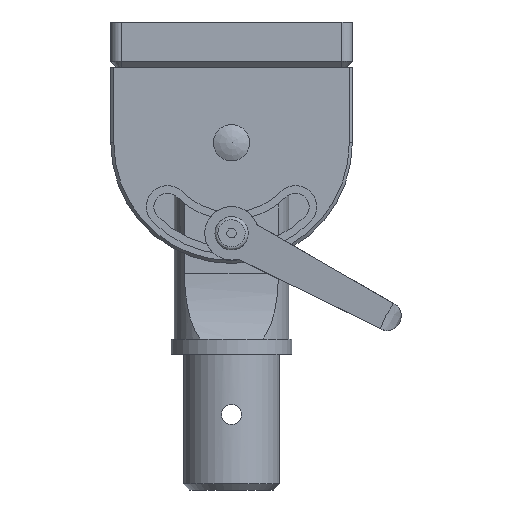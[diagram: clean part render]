
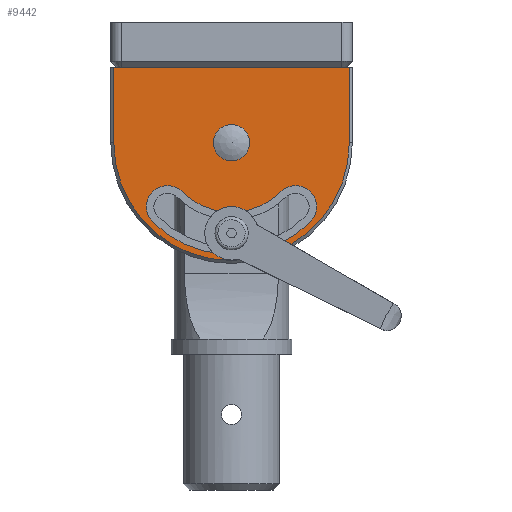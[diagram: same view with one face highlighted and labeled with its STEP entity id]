
A CAD part, front view. The second image highlights one B-rep face of the part: STEP entity #9442.
In plain terms, the highlighted planar face has unit normal (0, -1, 0).
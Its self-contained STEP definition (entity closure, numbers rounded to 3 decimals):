
#404 = PLANE ( 'NONE',  #13442 ) ;
#405 = CARTESIAN_POINT ( 'NONE',  ( 0., -21., -41.017 ) ) ;
#406 = DIRECTION ( 'NONE',  ( 0., -1., 0. ) ) ;
#407 = DIRECTION ( 'NONE',  ( 0., 0., 1. ) ) ;
#869 = CARTESIAN_POINT ( 'NONE',  ( 0., -21., -40. ) ) ;
#875 = DIRECTION ( 'NONE',  ( 0., -1., 0. ) ) ;
#876 = DIRECTION ( 'NONE',  ( 0., 0., -1. ) ) ;
#877 = CARTESIAN_POINT ( 'NONE',  ( -21.213, -21., -61.213 ) ) ;
#879 = DIRECTION ( 'NONE',  ( 0., 1., 0. ) ) ;
#880 = DIRECTION ( 'NONE',  ( 0., 0., -1. ) ) ;
#884 = CARTESIAN_POINT ( 'NONE',  ( 0., -21., -40. ) ) ;
#890 = DIRECTION ( 'NONE',  ( 0., 1., 0. ) ) ;
#891 = DIRECTION ( 'NONE',  ( 0., 0., -1. ) ) ;
#892 = CARTESIAN_POINT ( 'NONE',  ( 21.213, -21., -61.213 ) ) ;
#900 = DIRECTION ( 'NONE',  ( 0., 1., 0. ) ) ;
#901 = DIRECTION ( 'NONE',  ( 0., 0., -1. ) ) ;
#915 = CARTESIAN_POINT ( 'NONE',  ( 0., -21., -40. ) ) ;
#916 = DIRECTION ( 'NONE',  ( 0., -1., 0. ) ) ;
#917 = DIRECTION ( 'NONE',  ( 0., 0., -1. ) ) ;
#920 = CARTESIAN_POINT ( 'NONE',  ( 39., -21., -41.017 ) ) ;
#921 = DIRECTION ( 'NONE',  ( 0., 0., 1. ) ) ;
#922 = CARTESIAN_POINT ( 'NONE',  ( -39., -21., -41.017 ) ) ;
#923 = DIRECTION ( 'NONE',  ( 0., 0., -1. ) ) ;
#935 = CARTESIAN_POINT ( 'NONE',  ( -40., -21., -15. ) ) ;
#936 = DIRECTION ( 'NONE',  ( 1., 0., 0. ) ) ;
#947 = CARTESIAN_POINT ( 'NONE',  ( 0., -21., -40. ) ) ;
#950 = DIRECTION ( 'NONE',  ( 0., 1., 0. ) ) ;
#951 = DIRECTION ( 'NONE',  ( 0., 0., 1. ) ) ;
#1454 = CIRCLE ( 'NONE', #13524, 23. ) ;
#1455 = CIRCLE ( 'NONE', #13521, 7. ) ;
#1464 = CIRCLE ( 'NONE', #13526, 37. ) ;
#1469 = CIRCLE ( 'NONE', #13527, 7. ) ;
#1477 = CIRCLE ( 'NONE', #13531, 39. ) ;
#1478 = LINE ( 'NONE', #920, #1479 ) ;
#1479 = VECTOR ( 'NONE', #921, 1000. ) ;
#1480 = LINE ( 'NONE', #922, #1481 ) ;
#1481 = VECTOR ( 'NONE', #923, 1000. ) ;
#1482 = LINE ( 'NONE', #935, #1486 ) ;
#1486 = VECTOR ( 'NONE', #936, 1000. ) ;
#1497 = CIRCLE ( 'NONE', #13539, 6. ) ;
#6832 = VERTEX_POINT ( 'NONE', #7619 ) ;
#6996 = VERTEX_POINT ( 'NONE', #7780 ) ;
#7009 = VERTEX_POINT ( 'NONE', #7793 ) ;
#7013 = VERTEX_POINT ( 'NONE', #7797 ) ;
#7016 = VERTEX_POINT ( 'NONE', #7800 ) ;
#7024 = VERTEX_POINT ( 'NONE', #7808 ) ;
#7175 = VERTEX_POINT ( 'NONE', #13680 ) ;
#7176 = VERTEX_POINT ( 'NONE', #13681 ) ;
#7619 = CARTESIAN_POINT ( 'NONE',  ( 39., -21., -40. ) ) ;
#7780 = CARTESIAN_POINT ( 'NONE',  ( 39., -21., -15. ) ) ;
#7793 = CARTESIAN_POINT ( 'NONE',  ( -39., -21., -15. ) ) ;
#7797 = CARTESIAN_POINT ( 'NONE',  ( -26.163, -21., -66.163 ) ) ;
#7800 = CARTESIAN_POINT ( 'NONE',  ( 16.263, -21., -56.263 ) ) ;
#7808 = CARTESIAN_POINT ( 'NONE',  ( 26.163, -21., -66.163 ) ) ;
#8829 = VERTEX_POINT ( 'NONE', #8830 ) ;
#8830 = CARTESIAN_POINT ( 'NONE',  ( 0., -21., -34. ) ) ;
#9442 = ADVANCED_FACE ( 'NONE', ( #15557, #15560, #15564 ), #404, .T. ) ;
#9602 = EDGE_CURVE ( 'NONE', #7176, #7016, #1454, .T. ) ;
#9603 = EDGE_CURVE ( 'NONE', #7013, #7176, #1455, .T. ) ;
#9608 = EDGE_CURVE ( 'NONE', #7024, #7013, #1464, .T. ) ;
#9611 = EDGE_CURVE ( 'NONE', #7016, #7024, #1469, .T. ) ;
#9617 = EDGE_CURVE ( 'NONE', #7175, #6832, #1477, .T. ) ;
#9619 = EDGE_CURVE ( 'NONE', #6832, #6996, #1478, .T. ) ;
#9620 = EDGE_CURVE ( 'NONE', #7009, #7175, #1480, .T. ) ;
#9625 = EDGE_CURVE ( 'NONE', #7009, #6996, #1482, .T. ) ;
#9631 = EDGE_CURVE ( 'NONE', #8829, #8829, #1497, .T. ) ;
#10527 = ORIENTED_EDGE ( 'NONE', *, *, #9631, .T. ) ;
#10528 = ORIENTED_EDGE ( 'NONE', *, *, #9608, .T. ) ;
#10529 = ORIENTED_EDGE ( 'NONE', *, *, #9603, .T. ) ;
#10530 = ORIENTED_EDGE ( 'NONE', *, *, #9602, .T. ) ;
#10531 = ORIENTED_EDGE ( 'NONE', *, *, #9611, .T. ) ;
#10532 = ORIENTED_EDGE ( 'NONE', *, *, #9619, .T. ) ;
#10533 = ORIENTED_EDGE ( 'NONE', *, *, #9625, .F. ) ;
#10534 = ORIENTED_EDGE ( 'NONE', *, *, #9620, .T. ) ;
#10535 = ORIENTED_EDGE ( 'NONE', *, *, #9617, .T. ) ;
#12932 = EDGE_LOOP ( 'NONE', ( #10532, #10533, #10534, #10535 ) ) ;
#12950 = EDGE_LOOP ( 'NONE', ( #10527 ) ) ;
#12952 = EDGE_LOOP ( 'NONE', ( #10528, #10529, #10530, #10531 ) ) ;
#13442 = AXIS2_PLACEMENT_3D ( 'NONE', #405, #406, #407 ) ;
#13521 = AXIS2_PLACEMENT_3D ( 'NONE', #877, #879, #880 ) ;
#13524 = AXIS2_PLACEMENT_3D ( 'NONE', #869, #875, #876 ) ;
#13526 = AXIS2_PLACEMENT_3D ( 'NONE', #884, #890, #891 ) ;
#13527 = AXIS2_PLACEMENT_3D ( 'NONE', #892, #900, #901 ) ;
#13531 = AXIS2_PLACEMENT_3D ( 'NONE', #915, #916, #917 ) ;
#13539 = AXIS2_PLACEMENT_3D ( 'NONE', #947, #950, #951 ) ;
#13680 = CARTESIAN_POINT ( 'NONE',  ( -39., -21., -40. ) ) ;
#13681 = CARTESIAN_POINT ( 'NONE',  ( -16.263, -21., -56.263 ) ) ;
#15557 = FACE_BOUND ( 'NONE', #12950, .T. ) ;
#15560 = FACE_BOUND ( 'NONE', #12952, .T. ) ;
#15564 = FACE_OUTER_BOUND ( 'NONE', #12932, .T. ) ;
